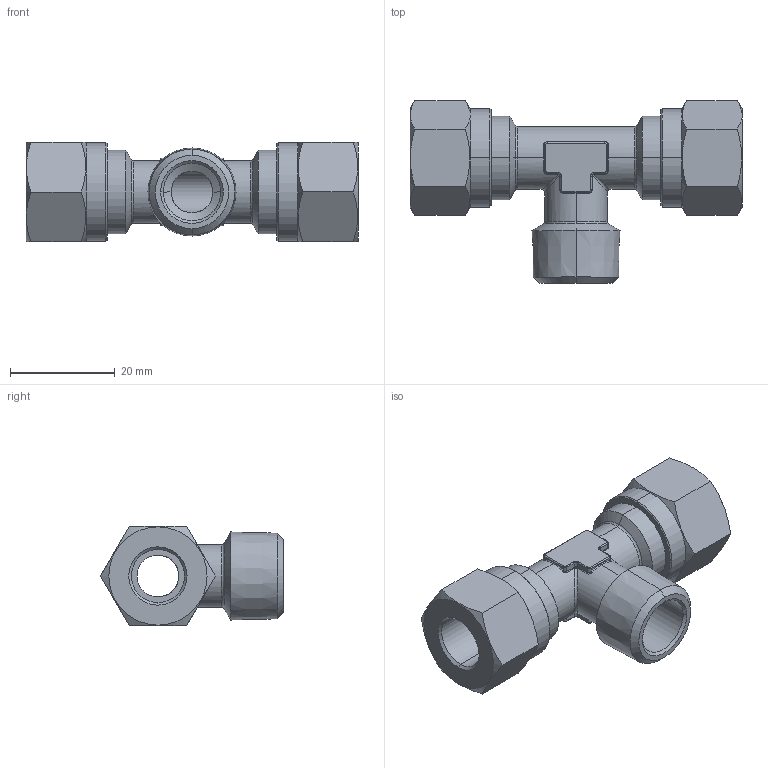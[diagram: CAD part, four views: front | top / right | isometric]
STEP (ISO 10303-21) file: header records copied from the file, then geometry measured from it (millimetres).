
FILE_DESCRIPTION (( 'STEP AP203' ), '1' );
FILE_NAME ('03090053.STEP', '2011-11-02T10:30:58', ( '' ), ( 'sopra-pneumatic' ), 'SwSTEP 2.0', 'SolidWorks 2011', '' );
FILE_SCHEMA (( 'CONFIG_CONTROL_DESIGN' ));
Length unit declared in the file: millimetre
Products named in the file (1): 03090053
Bounding box: 63.53 x 34.97 x 19 mm (x, y, z)
Volume: 11419.1 mm3; surface area: 7450.9 mm2
Topology: 1 solids, 1 shells, 190 faces, 440 edges, 255 vertices
Faces by surface type: cylinder 66, plane 37, torus 31, cone 30, bspline 26
Entity records: 6159 total; most frequent: CARTESIAN_POINT 1924, DIRECTION 882, ORIENTED_EDGE 880, EDGE_CURVE 440, AXIS2_PLACEMENT_3D 365, VERTEX_POINT 255, CIRCLE 200, EDGE_LOOP 197
